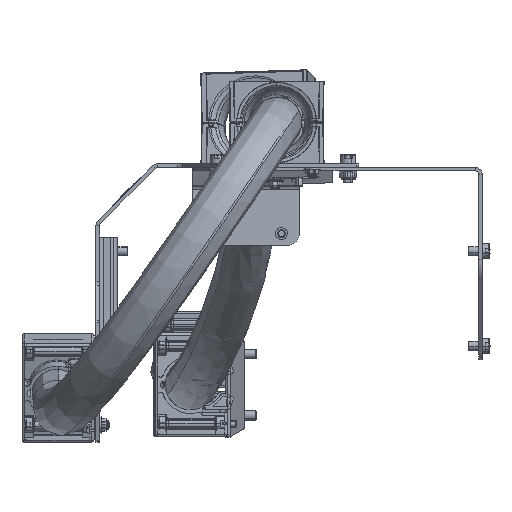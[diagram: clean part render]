
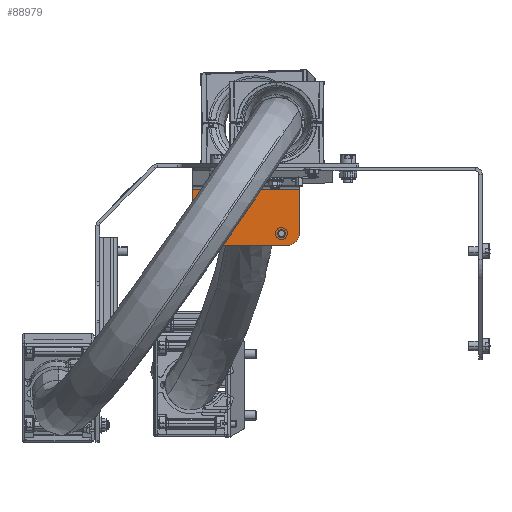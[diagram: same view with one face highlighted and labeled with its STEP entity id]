
A CAD part, left-side view. The second image highlights one B-rep face of the part: STEP entity #88979.
In plain terms, the highlighted planar face has unit normal (-1, 0, 0).
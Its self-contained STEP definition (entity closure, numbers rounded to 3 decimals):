
#5505 = FACE_BOUND ( 'NONE', #176114, .T. ) ;
#7180 = CARTESIAN_POINT ( 'NONE',  ( 423., 80.3, 1680. ) ) ;
#7364 = ORIENTED_EDGE ( 'NONE', *, *, #18514, .F. ) ;
#8076 = ORIENTED_EDGE ( 'NONE', *, *, #180303, .F. ) ;
#8298 = VECTOR ( 'NONE', #149896, 1000. ) ;
#11565 = EDGE_CURVE ( 'NONE', #89420, #72291, #59251, .T. ) ;
#15973 = LINE ( 'NONE', #103594, #8298 ) ;
#16090 = ORIENTED_EDGE ( 'NONE', *, *, #45655, .T. ) ;
#18514 = EDGE_CURVE ( 'NONE', #147073, #179415, #155501, .T. ) ;
#23796 = VERTEX_POINT ( 'NONE', #60593 ) ;
#25593 = CARTESIAN_POINT ( 'NONE',  ( 423., 72., 1680.013 ) ) ;
#32574 = ORIENTED_EDGE ( 'NONE', *, *, #130762, .F. ) ;
#33799 = LINE ( 'NONE', #93852, #102164 ) ;
#34042 = CARTESIAN_POINT ( 'NONE',  ( 423., 34., 1738.261 ) ) ;
#34803 = CIRCLE ( 'NONE', #182570, 10. ) ;
#35363 = DIRECTION ( 'NONE',  ( 0., -1., 0. ) ) ;
#35833 = CARTESIAN_POINT ( 'NONE',  ( 423., 62., 1717.496 ) ) ;
#36413 = DIRECTION ( 'NONE',  ( -1., 0., 0. ) ) ;
#37395 = CARTESIAN_POINT ( 'NONE',  ( 423., 77., 1680. ) ) ;
#42556 = CARTESIAN_POINT ( 'NONE',  ( 423., 142., 1680.013 ) ) ;
#45655 = EDGE_CURVE ( 'NONE', #131335, #75805, #111730, .T. ) ;
#47361 = ORIENTED_EDGE ( 'NONE', *, *, #60030, .T. ) ;
#49340 = CARTESIAN_POINT ( 'NONE',  ( 423., 133.7, 1680. ) ) ;
#53057 = CARTESIAN_POINT ( 'NONE',  ( 423., 62., 1680.013 ) ) ;
#53792 = VERTEX_POINT ( 'NONE', #53057 ) ;
#54781 = CARTESIAN_POINT ( 'NONE',  ( 423., 77., 1680. ) ) ;
#55624 = VECTOR ( 'NONE', #35363, 1000. ) ;
#56863 = DIRECTION ( 'NONE',  ( -1., 0., 0. ) ) ;
#57333 = LINE ( 'NONE', #104529, #158612 ) ;
#59251 = CIRCLE ( 'NONE', #193451, 3.3 ) ;
#60030 = EDGE_CURVE ( 'NONE', #53792, #179415, #57333, .T. ) ;
#60593 = CARTESIAN_POINT ( 'NONE',  ( 423., 73.7, 1680. ) ) ;
#62581 = CARTESIAN_POINT ( 'NONE',  ( 423., 142., 1670.013 ) ) ;
#68457 = AXIS2_PLACEMENT_3D ( 'NONE', #54781, #82366, #125753 ) ;
#70648 = DIRECTION ( 'NONE',  ( 0., 0., 1. ) ) ;
#72291 = VERTEX_POINT ( 'NONE', #161407 ) ;
#73358 = EDGE_CURVE ( 'NONE', #121025, #23796, #88559, .T. ) ;
#75805 = VERTEX_POINT ( 'NONE', #62581 ) ;
#78572 = EDGE_CURVE ( 'NONE', #110878, #75805, #33799, .T. ) ;
#79095 = DIRECTION ( 'NONE',  ( 0., 1., 0. ) ) ;
#79609 = EDGE_CURVE ( 'NONE', #72291, #89420, #108031, .T. ) ;
#82366 = DIRECTION ( 'NONE',  ( -1., 0., 0. ) ) ;
#87813 = DIRECTION ( 'NONE',  ( 0., 0., 1. ) ) ;
#88559 = CIRCLE ( 'NONE', #107363, 3.3 ) ;
#88979 = ADVANCED_FACE ( 'NONE', ( #5505, #96029, #124645 ), #169906, .T. ) ;
#89420 = VERTEX_POINT ( 'NONE', #49340 ) ;
#90235 = DIRECTION ( 'NONE',  ( -1., 0., 0. ) ) ;
#93516 = CARTESIAN_POINT ( 'NONE',  ( 423., 152., 1717.496 ) ) ;
#93852 = CARTESIAN_POINT ( 'NONE',  ( 423., 34., 1670.013 ) ) ;
#94918 = ORIENTED_EDGE ( 'NONE', *, *, #73358, .F. ) ;
#96029 = FACE_BOUND ( 'NONE', #117016, .T. ) ;
#97449 = DIRECTION ( 'NONE',  ( 0., 0., 1. ) ) ;
#97978 = DIRECTION ( 'NONE',  ( -1., 0., 0. ) ) ;
#102164 = VECTOR ( 'NONE', #79095, 1000. ) ;
#103594 = CARTESIAN_POINT ( 'NONE',  ( 423., 152., 1738.261 ) ) ;
#103636 = ORIENTED_EDGE ( 'NONE', *, *, #79609, .F. ) ;
#104529 = CARTESIAN_POINT ( 'NONE',  ( 423., 62., 1738.261 ) ) ;
#105976 = CARTESIAN_POINT ( 'NONE',  ( 423., 137., 1680. ) ) ;
#106121 = CIRCLE ( 'NONE', #68457, 3.3 ) ;
#107363 = AXIS2_PLACEMENT_3D ( 'NONE', #37395, #36413, #97449 ) ;
#108031 = CIRCLE ( 'NONE', #133262, 3.3 ) ;
#110878 = VERTEX_POINT ( 'NONE', #187269 ) ;
#111730 = CIRCLE ( 'NONE', #118102, 10. ) ;
#117016 = EDGE_LOOP ( 'NONE', ( #94918, #8076 ) ) ;
#118102 = AXIS2_PLACEMENT_3D ( 'NONE', #42556, #146960, #134104 ) ;
#121025 = VERTEX_POINT ( 'NONE', #7180 ) ;
#123673 = DIRECTION ( 'NONE',  ( 0., 0., 1. ) ) ;
#124645 = FACE_OUTER_BOUND ( 'NONE', #155269, .T. ) ;
#125753 = DIRECTION ( 'NONE',  ( 0., 0., 1. ) ) ;
#126619 = CARTESIAN_POINT ( 'NONE',  ( 423., 152., 1680.013 ) ) ;
#128782 = CARTESIAN_POINT ( 'NONE',  ( 423., 137., 1680. ) ) ;
#130762 = EDGE_CURVE ( 'NONE', #131335, #147073, #15973, .T. ) ;
#131335 = VERTEX_POINT ( 'NONE', #126619 ) ;
#133262 = AXIS2_PLACEMENT_3D ( 'NONE', #128782, #56863, #70648 ) ;
#134104 = DIRECTION ( 'NONE',  ( 0., 0., 1. ) ) ;
#134414 = ORIENTED_EDGE ( 'NONE', *, *, #165254, .T. ) ;
#146960 = DIRECTION ( 'NONE',  ( -1., 0., 0. ) ) ;
#147073 = VERTEX_POINT ( 'NONE', #93516 ) ;
#147703 = DIRECTION ( 'NONE',  ( 0., 0., 1. ) ) ;
#149896 = DIRECTION ( 'NONE',  ( 0., 0., 1. ) ) ;
#155269 = EDGE_LOOP ( 'NONE', ( #191073, #134414, #47361, #7364, #32574, #16090 ) ) ;
#155501 = LINE ( 'NONE', #170278, #55624 ) ;
#158612 = VECTOR ( 'NONE', #87813, 1000. ) ;
#159526 = DIRECTION ( 'NONE',  ( -1., 0., 0. ) ) ;
#161407 = CARTESIAN_POINT ( 'NONE',  ( 423., 140.3, 1680. ) ) ;
#162887 = AXIS2_PLACEMENT_3D ( 'NONE', #34042, #97978, #123673 ) ;
#165254 = EDGE_CURVE ( 'NONE', #110878, #53792, #34803, .T. ) ;
#166069 = DIRECTION ( 'NONE',  ( 0., 0., 1. ) ) ;
#167647 = ORIENTED_EDGE ( 'NONE', *, *, #11565, .F. ) ;
#169906 = PLANE ( 'NONE',  #162887 ) ;
#170278 = CARTESIAN_POINT ( 'NONE',  ( 423., 172., 1717.496 ) ) ;
#176114 = EDGE_LOOP ( 'NONE', ( #103636, #167647 ) ) ;
#179415 = VERTEX_POINT ( 'NONE', #35833 ) ;
#180303 = EDGE_CURVE ( 'NONE', #23796, #121025, #106121, .T. ) ;
#182570 = AXIS2_PLACEMENT_3D ( 'NONE', #25593, #159526, #147703 ) ;
#187269 = CARTESIAN_POINT ( 'NONE',  ( 423., 72., 1670.013 ) ) ;
#191073 = ORIENTED_EDGE ( 'NONE', *, *, #78572, .F. ) ;
#193451 = AXIS2_PLACEMENT_3D ( 'NONE', #105976, #90235, #166069 ) ;
